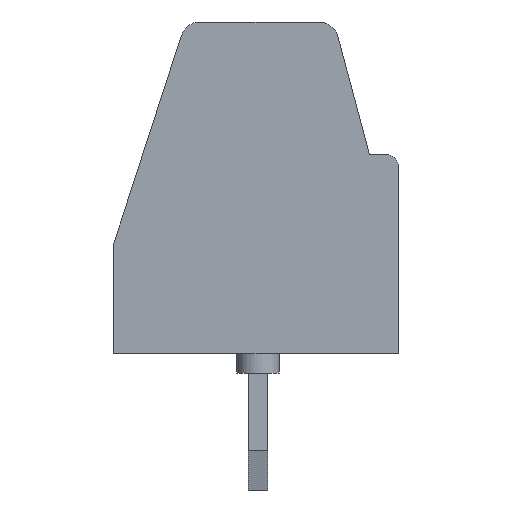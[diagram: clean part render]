
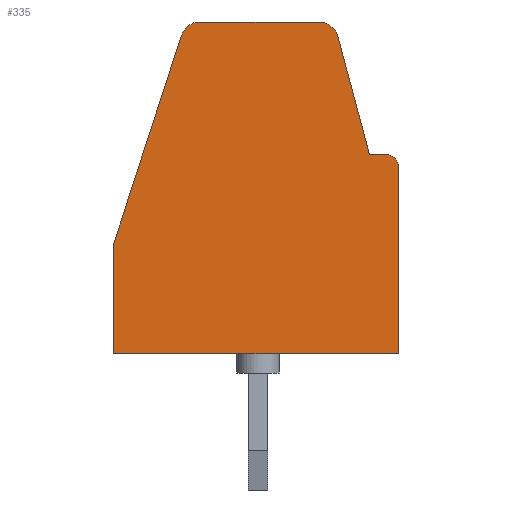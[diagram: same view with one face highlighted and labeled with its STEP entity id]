
A CAD part, left-side view. The second image highlights one B-rep face of the part: STEP entity #335.
In plain terms, the highlighted planar face has unit normal (-1, 0, 0).
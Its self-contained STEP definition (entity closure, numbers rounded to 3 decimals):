
#117 = VERTEX_POINT('',#118);
#118 = CARTESIAN_POINT('',(-2.,3.7,0.));
#135 = VERTEX_POINT('',#136);
#136 = CARTESIAN_POINT('',(-2.,-3.6,0.));
#142 = EDGE_CURVE('',#117,#135,#143,.T.);
#143 = LINE('',#144,#145);
#144 = CARTESIAN_POINT('',(-2.,3.7,0.));
#145 = VECTOR('',#146,1.);
#146 = DIRECTION('',(0.,-1.,0.));
#309 = EDGE_CURVE('',#310,#117,#312,.T.);
#310 = VERTEX_POINT('',#311);
#311 = CARTESIAN_POINT('',(-2.,3.7,2.806));
#312 = LINE('',#313,#314);
#313 = CARTESIAN_POINT('',(-2.,3.7,2.806));
#314 = VECTOR('',#315,1.);
#315 = DIRECTION('',(0.,0.,-1.));
#335 = ADVANCED_FACE('',(#336),#405,.F.);
#336 = FACE_BOUND('',#337,.T.);
#337 = EDGE_LOOP('',(#338,#346,#355,#363,#371,#380,#388,#397,#403,#404)
  );
#338 = ORIENTED_EDGE('',*,*,#339,.T.);
#339 = EDGE_CURVE('',#135,#340,#342,.T.);
#340 = VERTEX_POINT('',#341);
#341 = CARTESIAN_POINT('',(-2.,-3.6,4.8));
#342 = LINE('',#343,#344);
#343 = CARTESIAN_POINT('',(-2.,-3.6,0.));
#344 = VECTOR('',#345,1.);
#345 = DIRECTION('',(0.,0.,1.));
#346 = ORIENTED_EDGE('',*,*,#347,.T.);
#347 = EDGE_CURVE('',#340,#348,#350,.T.);
#348 = VERTEX_POINT('',#349);
#349 = CARTESIAN_POINT('',(-2.,-3.3,5.1));
#350 = CIRCLE('',#351,0.3);
#351 = AXIS2_PLACEMENT_3D('',#352,#353,#354);
#352 = CARTESIAN_POINT('',(-2.,-3.3,4.8));
#353 = DIRECTION('',(-1.,0.,0.));
#354 = DIRECTION('',(0.,-1.,0.));
#355 = ORIENTED_EDGE('',*,*,#356,.T.);
#356 = EDGE_CURVE('',#348,#357,#359,.T.);
#357 = VERTEX_POINT('',#358);
#358 = CARTESIAN_POINT('',(-2.,-2.861,5.1));
#359 = LINE('',#360,#361);
#360 = CARTESIAN_POINT('',(-2.,-3.3,5.1));
#361 = VECTOR('',#362,1.);
#362 = DIRECTION('',(0.,1.,0.));
#363 = ORIENTED_EDGE('',*,*,#364,.T.);
#364 = EDGE_CURVE('',#357,#365,#367,.T.);
#365 = VERTEX_POINT('',#366);
#366 = CARTESIAN_POINT('',(-2.,-2.049,8.129));
#367 = LINE('',#368,#369);
#368 = CARTESIAN_POINT('',(-2.,-2.861,5.1));
#369 = VECTOR('',#370,1.);
#370 = DIRECTION('',(0.,0.259,0.966));
#371 = ORIENTED_EDGE('',*,*,#372,.T.);
#372 = EDGE_CURVE('',#365,#373,#375,.T.);
#373 = VERTEX_POINT('',#374);
#374 = CARTESIAN_POINT('',(-2.,-1.566,8.5));
#375 = CIRCLE('',#376,0.5);
#376 = AXIS2_PLACEMENT_3D('',#377,#378,#379);
#377 = CARTESIAN_POINT('',(-2.,-1.566,8.));
#378 = DIRECTION('',(-1.,0.,0.));
#379 = DIRECTION('',(0.,-0.966,0.259));
#380 = ORIENTED_EDGE('',*,*,#381,.F.);
#381 = EDGE_CURVE('',#382,#373,#384,.T.);
#382 = VERTEX_POINT('',#383);
#383 = CARTESIAN_POINT('',(-2.,1.487,8.5));
#384 = LINE('',#385,#386);
#385 = CARTESIAN_POINT('',(-2.,1.487,8.5));
#386 = VECTOR('',#387,1.);
#387 = DIRECTION('',(0.,-1.,0.));
#388 = ORIENTED_EDGE('',*,*,#389,.T.);
#389 = EDGE_CURVE('',#382,#390,#392,.T.);
#390 = VERTEX_POINT('',#391);
#391 = CARTESIAN_POINT('',(-2.,1.962,8.155));
#392 = CIRCLE('',#393,0.5);
#393 = AXIS2_PLACEMENT_3D('',#394,#395,#396);
#394 = CARTESIAN_POINT('',(-2.,1.487,8.));
#395 = DIRECTION('',(-1.,0.,0.));
#396 = DIRECTION('',(0.,0.,1.));
#397 = ORIENTED_EDGE('',*,*,#398,.T.);
#398 = EDGE_CURVE('',#390,#310,#399,.T.);
#399 = LINE('',#400,#401);
#400 = CARTESIAN_POINT('',(-2.,1.962,8.155));
#401 = VECTOR('',#402,1.);
#402 = DIRECTION('',(0.,0.309,-0.951));
#403 = ORIENTED_EDGE('',*,*,#309,.T.);
#404 = ORIENTED_EDGE('',*,*,#142,.T.);
#405 = PLANE('',#406);
#406 = AXIS2_PLACEMENT_3D('',#407,#408,#409);
#407 = CARTESIAN_POINT('',(-2.,31.355,-20.821));
#408 = DIRECTION('',(1.,0.,0.));
#409 = DIRECTION('',(0.,1.,0.));
